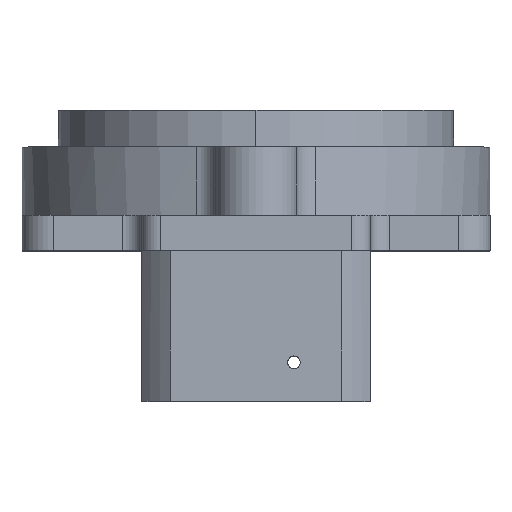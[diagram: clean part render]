
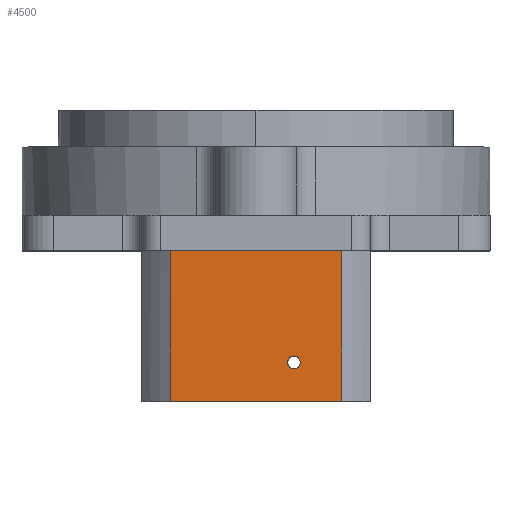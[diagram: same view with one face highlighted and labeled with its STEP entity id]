
A CAD part, top view. The second image highlights one B-rep face of the part: STEP entity #4500.
In plain terms, the highlighted planar face has unit normal (0, 0, 1).
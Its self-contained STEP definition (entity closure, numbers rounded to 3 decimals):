
#205 = DIRECTION ( 'NONE',  ( 0., 0., -1. ) ) ;
#523 = CARTESIAN_POINT ( 'NONE',  ( -82.5, 0., 336.76 ) ) ;
#569 = ORIENTED_EDGE ( 'NONE', *, *, #2474, .F. ) ;
#571 = CARTESIAN_POINT ( 'NONE',  ( 82.5, 0., 336.76 ) ) ;
#639 = EDGE_CURVE ( 'NONE', #1849, #5838, #4062, .T. ) ;
#728 = EDGE_CURVE ( 'NONE', #2362, #4171, #3287, .T. ) ;
#867 = CARTESIAN_POINT ( 'NONE',  ( 36.5, -107.5, 336.76 ) ) ;
#962 = EDGE_CURVE ( 'NONE', #2362, #3243, #2341, .T. ) ;
#997 = CARTESIAN_POINT ( 'NONE',  ( 82.5, -145., 336.76 ) ) ;
#1323 = VERTEX_POINT ( 'NONE', #2446 ) ;
#1520 = LINE ( 'NONE', #523, #5936 ) ;
#1586 = DIRECTION ( 'NONE',  ( 0., -1., 0. ) ) ;
#1849 = VERTEX_POINT ( 'NONE', #4381 ) ;
#1967 = DIRECTION ( 'NONE',  ( 0., 0., 1. ) ) ;
#1982 = ORIENTED_EDGE ( 'NONE', *, *, #962, .T. ) ;
#1986 = DIRECTION ( 'NONE',  ( -1., 0., 0. ) ) ;
#2080 = ORIENTED_EDGE ( 'NONE', *, *, #2900, .F. ) ;
#2140 = EDGE_LOOP ( 'NONE', ( #2712, #1982, #2080, #569 ) ) ;
#2223 = DIRECTION ( 'NONE',  ( -1., 0., 0. ) ) ;
#2284 = AXIS2_PLACEMENT_3D ( 'NONE', #4264, #1967, #2816 ) ;
#2341 = LINE ( 'NONE', #4065, #2694 ) ;
#2362 = VERTEX_POINT ( 'NONE', #2960 ) ;
#2446 = CARTESIAN_POINT ( 'NONE',  ( -82.5, -145., 336.76 ) ) ;
#2474 = EDGE_CURVE ( 'NONE', #4171, #1323, #3887, .T. ) ;
#2694 = VECTOR ( 'NONE', #2223, 1000. ) ;
#2712 = ORIENTED_EDGE ( 'NONE', *, *, #728, .F. ) ;
#2720 = CIRCLE ( 'NONE', #2284, 6.1 ) ;
#2816 = DIRECTION ( 'NONE',  ( -1., 0., 0. ) ) ;
#2900 = EDGE_CURVE ( 'NONE', #1323, #3243, #1520, .T. ) ;
#2960 = CARTESIAN_POINT ( 'NONE',  ( 82.5, 0., 336.76 ) ) ;
#3243 = VERTEX_POINT ( 'NONE', #4506 ) ;
#3287 = LINE ( 'NONE', #571, #4780 ) ;
#3493 = CARTESIAN_POINT ( 'NONE',  ( 42.6, -107.5, 336.76 ) ) ;
#3514 = FACE_BOUND ( 'NONE', #4034, .T. ) ;
#3553 = ORIENTED_EDGE ( 'NONE', *, *, #4354, .F. ) ;
#3687 = DIRECTION ( 'NONE',  ( 0., 0., 1. ) ) ;
#3887 = LINE ( 'NONE', #4329, #5942 ) ;
#3910 = AXIS2_PLACEMENT_3D ( 'NONE', #867, #3687, #5010 ) ;
#4034 = EDGE_LOOP ( 'NONE', ( #3553, #5926 ) ) ;
#4062 = CIRCLE ( 'NONE', #3910, 6.1 ) ;
#4065 = CARTESIAN_POINT ( 'NONE',  ( -110., 0., 336.76 ) ) ;
#4171 = VERTEX_POINT ( 'NONE', #997 ) ;
#4264 = CARTESIAN_POINT ( 'NONE',  ( 36.5, -107.5, 336.76 ) ) ;
#4287 = DIRECTION ( 'NONE',  ( -1., 0., 0. ) ) ;
#4329 = CARTESIAN_POINT ( 'NONE',  ( -110., -145., 336.76 ) ) ;
#4354 = EDGE_CURVE ( 'NONE', #5838, #1849, #2720, .T. ) ;
#4381 = CARTESIAN_POINT ( 'NONE',  ( 30.4, -107.5, 336.76 ) ) ;
#4437 = AXIS2_PLACEMENT_3D ( 'NONE', #5633, #205, #1986 ) ;
#4500 = ADVANCED_FACE ( 'NONE', ( #3514, #4514 ), #5684, .F. ) ;
#4506 = CARTESIAN_POINT ( 'NONE',  ( -82.5, 0., 336.76 ) ) ;
#4514 = FACE_OUTER_BOUND ( 'NONE', #2140, .T. ) ;
#4683 = DIRECTION ( 'NONE',  ( 0., 1., 0. ) ) ;
#4780 = VECTOR ( 'NONE', #1586, 1000. ) ;
#5010 = DIRECTION ( 'NONE',  ( -1., 0., 0. ) ) ;
#5633 = CARTESIAN_POINT ( 'NONE',  ( -110., -145., 336.76 ) ) ;
#5684 = PLANE ( 'NONE',  #4437 ) ;
#5838 = VERTEX_POINT ( 'NONE', #3493 ) ;
#5926 = ORIENTED_EDGE ( 'NONE', *, *, #639, .F. ) ;
#5936 = VECTOR ( 'NONE', #4683, 1000. ) ;
#5942 = VECTOR ( 'NONE', #4287, 1000. ) ;
